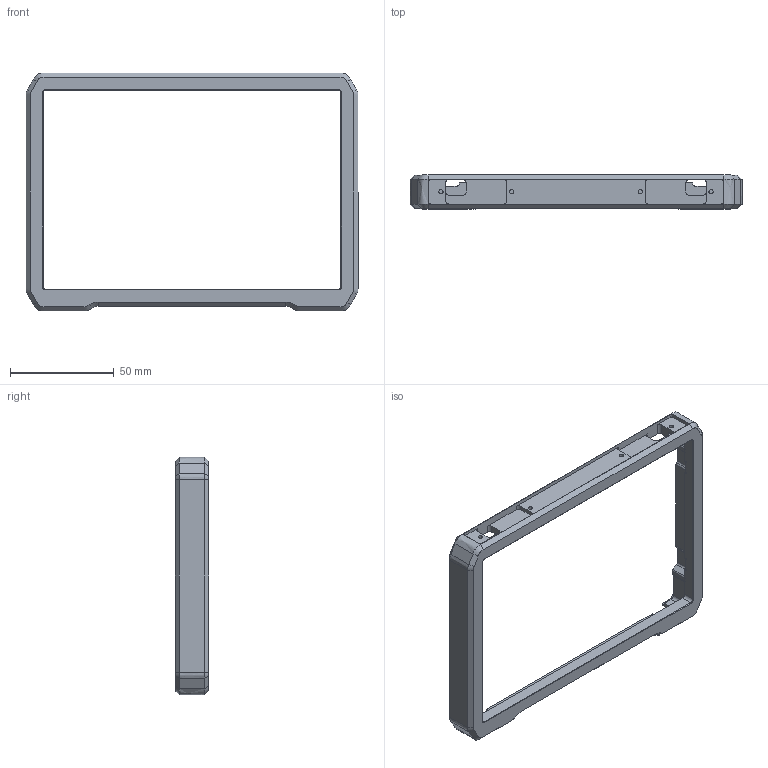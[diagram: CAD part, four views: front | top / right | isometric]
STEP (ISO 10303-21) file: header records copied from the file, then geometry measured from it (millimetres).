
FILE_DESCRIPTION (( 'STEP AP214' ), '1' );
FILE_NAME ('Mun-Frame-12_30_20.STEP', '2020-12-30T06:26:55', ( '' ), ( '' ), 'SwSTEP 2.0', 'SolidWorks 2019', '' );
FILE_SCHEMA (( 'AUTOMOTIVE_DESIGN' ));
Length unit declared in the file: millimetre
Products named in the file (1): Mun-Frame-12_30_20
Bounding box: 160.03 x 16.2 x 114.5 mm (x, y, z)
Volume: 43094.2 mm3; surface area: 23983.8 mm2
Topology: 1 solids, 1 shells, 291 faces, 798 edges, 500 vertices
Faces by surface type: plane 131, cylinder 108, bspline 36, cone 12, sphere 4
Entity records: 12578 total; most frequent: CARTESIAN_POINT 5120, ORIENTED_EDGE 1572, DIRECTION 1396, EDGE_CURVE 786, VERTEX_POINT 500, AXIS2_PLACEMENT_3D 476, VECTOR 444, LINE 444
